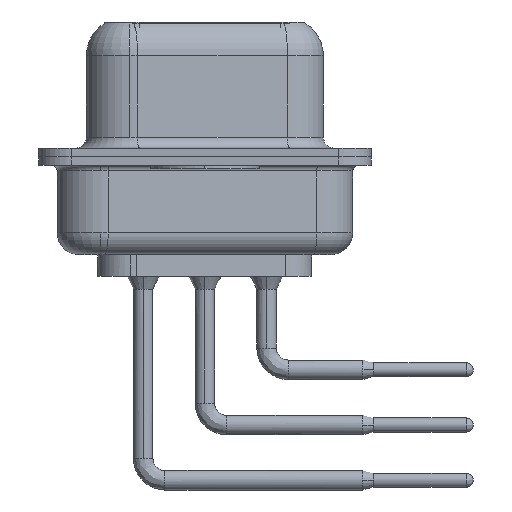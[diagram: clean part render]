
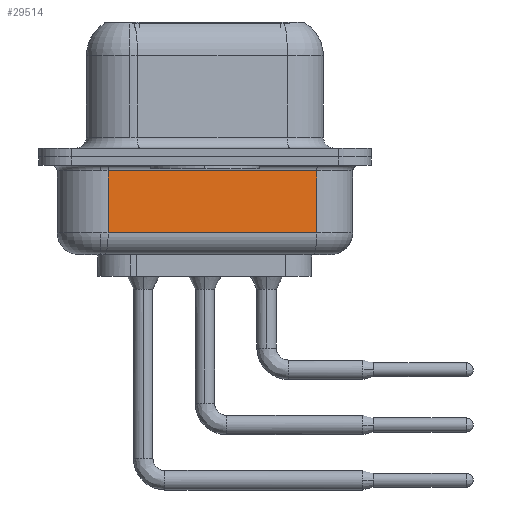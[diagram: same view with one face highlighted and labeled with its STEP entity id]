
A CAD part, left-side view. The second image highlights one B-rep face of the part: STEP entity #29514.
In plain terms, the highlighted planar face has unit normal (-0.985, -0.174, 0).
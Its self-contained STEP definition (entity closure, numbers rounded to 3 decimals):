
#1015 = EDGE_LOOP ( 'NONE', ( #4812, #23623, #16531, #30021 ) ) ;
#2160 = CARTESIAN_POINT ( 'NONE',  ( 2.93, 4.453, -3.5 ) ) ;
#2738 = FACE_OUTER_BOUND ( 'NONE', #1015, .T. ) ;
#2746 = EDGE_CURVE ( 'NONE', #28437, #21450, #29527, .T. ) ;
#4311 = CARTESIAN_POINT ( 'NONE',  ( 2.93, 4.453, -4.5 ) ) ;
#4585 = VECTOR ( 'NONE', #27979, 1000. ) ;
#4812 = ORIENTED_EDGE ( 'NONE', *, *, #11226, .F. ) ;
#5165 = LINE ( 'NONE', #7213, #30110 ) ;
#7213 = CARTESIAN_POINT ( 'NONE',  ( 2.93, 4.453, -3.5 ) ) ;
#7503 = VERTEX_POINT ( 'NONE', #19552 ) ;
#9844 = CARTESIAN_POINT ( 'NONE',  ( 2.93, 4.453, -0.65 ) ) ;
#10524 = VECTOR ( 'NONE', #20987, 1000. ) ;
#11226 = EDGE_CURVE ( 'NONE', #13039, #21450, #29018, .T. ) ;
#11629 = CARTESIAN_POINT ( 'NONE',  ( 4.623, -5.147, -0.65 ) ) ;
#11870 = EDGE_CURVE ( 'NONE', #13039, #7503, #5165, .T. ) ;
#13039 = VERTEX_POINT ( 'NONE', #2160 ) ;
#14463 = DIRECTION ( 'NONE',  ( 0., 0., 1. ) ) ;
#15707 = DIRECTION ( 'NONE',  ( -0.174, 0.985, 0. ) ) ;
#16531 = ORIENTED_EDGE ( 'NONE', *, *, #19169, .T. ) ;
#19169 = EDGE_CURVE ( 'NONE', #7503, #28437, #20289, .T. ) ;
#19552 = CARTESIAN_POINT ( 'NONE',  ( 4.623, -5.147, -3.5 ) ) ;
#20289 = LINE ( 'NONE', #21671, #21062 ) ;
#20987 = DIRECTION ( 'NONE',  ( 0., 0., 1. ) ) ;
#21062 = VECTOR ( 'NONE', #14463, 1000. ) ;
#21450 = VERTEX_POINT ( 'NONE', #9844 ) ;
#21671 = CARTESIAN_POINT ( 'NONE',  ( 4.623, -5.147, -4.5 ) ) ;
#23623 = ORIENTED_EDGE ( 'NONE', *, *, #11870, .T. ) ;
#25331 = PLANE ( 'NONE',  #29172 ) ;
#27765 = CARTESIAN_POINT ( 'NONE',  ( 2.93, 4.453, -4.5 ) ) ;
#27979 = DIRECTION ( 'NONE',  ( -0.174, 0.985, 0. ) ) ;
#28437 = VERTEX_POINT ( 'NONE', #11629 ) ;
#28759 = CARTESIAN_POINT ( 'NONE',  ( 2.93, 4.453, -0.65 ) ) ;
#28981 = DIRECTION ( 'NONE',  ( 0.174, -0.985, 0. ) ) ;
#29018 = LINE ( 'NONE', #4311, #10524 ) ;
#29172 = AXIS2_PLACEMENT_3D ( 'NONE', #27765, #30228, #15707 ) ;
#29514 = ADVANCED_FACE ( 'NONE', ( #2738 ), #25331, .F. ) ;
#29527 = LINE ( 'NONE', #28759, #4585 ) ;
#30021 = ORIENTED_EDGE ( 'NONE', *, *, #2746, .T. ) ;
#30110 = VECTOR ( 'NONE', #28981, 1000. ) ;
#30228 = DIRECTION ( 'NONE',  ( 0.985, 0.174, 0. ) ) ;
